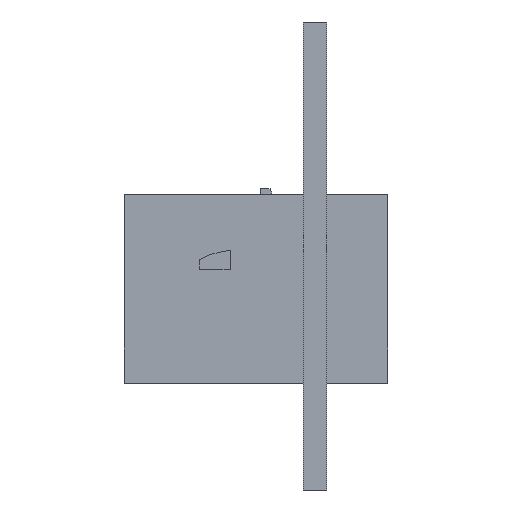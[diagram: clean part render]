
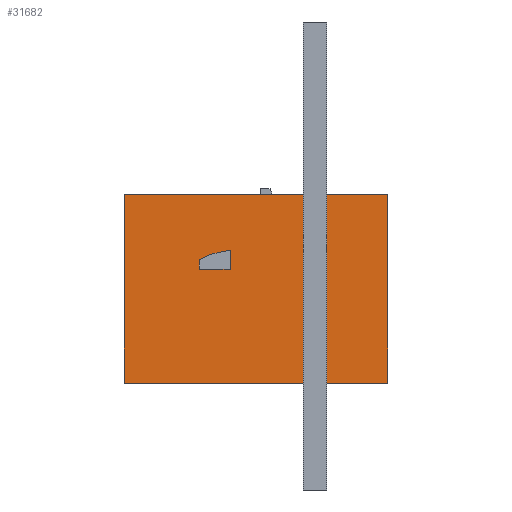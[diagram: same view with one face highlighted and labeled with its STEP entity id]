
A CAD part, left-side view. The second image highlights one B-rep face of the part: STEP entity #31682.
In plain terms, the highlighted planar face has unit normal (-1, 0, 0).
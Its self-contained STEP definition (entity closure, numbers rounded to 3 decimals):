
#31643=DIRECTION('',(0.,0.,1.));
#31644=VECTOR('',#31643,4.032);
#31645=CARTESIAN_POINT('',(0.997,3.315,-0.826));
#31646=LINE('',#31645,#31644);
#31647=DIRECTION('',(0.,-1.,0.));
#31648=VECTOR('',#31647,5.63);
#31649=CARTESIAN_POINT('',(0.997,3.315,3.206));
#31650=LINE('',#31649,#31648);
#31651=DIRECTION('',(0.,0.,-1.));
#31652=VECTOR('',#31651,4.032);
#31653=CARTESIAN_POINT('',(0.997,-2.315,3.206));
#31654=LINE('',#31653,#31652);
#31655=DIRECTION('',(0.,1.,0.));
#31656=VECTOR('',#31655,5.63);
#31657=CARTESIAN_POINT('',(0.997,-2.315,-0.826));
#31658=LINE('',#31657,#31656);
#31659=CARTESIAN_POINT('',(0.997,3.315,-0.826));
#31660=CARTESIAN_POINT('',(0.997,3.315,3.206));
#31661=VERTEX_POINT('',#31659);
#31662=VERTEX_POINT('',#31660);
#31663=CARTESIAN_POINT('',(0.997,-2.315,3.206));
#31664=VERTEX_POINT('',#31663);
#31665=CARTESIAN_POINT('',(0.997,-2.315,-0.826));
#31666=VERTEX_POINT('',#31665);
#31667=CARTESIAN_POINT('',(0.997,0.5,1.19));
#31668=DIRECTION('',(1.,0.,0.));
#31669=DIRECTION('',(0.,0.,1.));
#31670=AXIS2_PLACEMENT_3D('',#31667,#31668,#31669);
#31671=PLANE('',#31670);
#31673=ORIENTED_EDGE('',*,*,#31672,.T.);
#31675=ORIENTED_EDGE('',*,*,#31674,.T.);
#31677=ORIENTED_EDGE('',*,*,#31676,.T.);
#31679=ORIENTED_EDGE('',*,*,#31678,.T.);
#31680=EDGE_LOOP('',(#31673,#31675,#31677,#31679));
#31681=FACE_OUTER_BOUND('',#31680,.F.);
#31672=EDGE_CURVE('',#31661,#31662,#31646,.T.);
#31674=EDGE_CURVE('',#31662,#31664,#31650,.T.);
#31676=EDGE_CURVE('',#31664,#31666,#31654,.T.);
#31678=EDGE_CURVE('',#31666,#31661,#31658,.T.);
#31682=ADVANCED_FACE('',(#31681),#31671,.F.);
